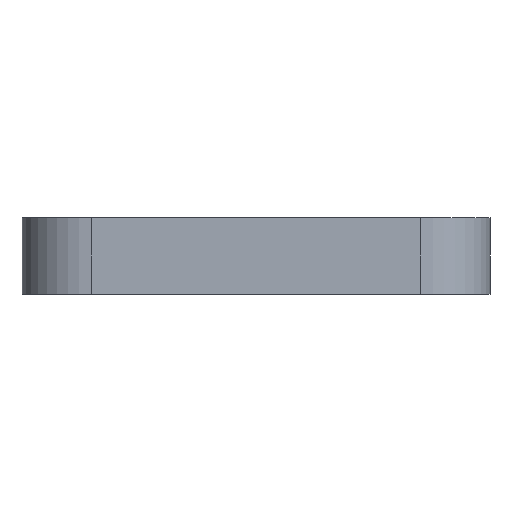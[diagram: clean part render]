
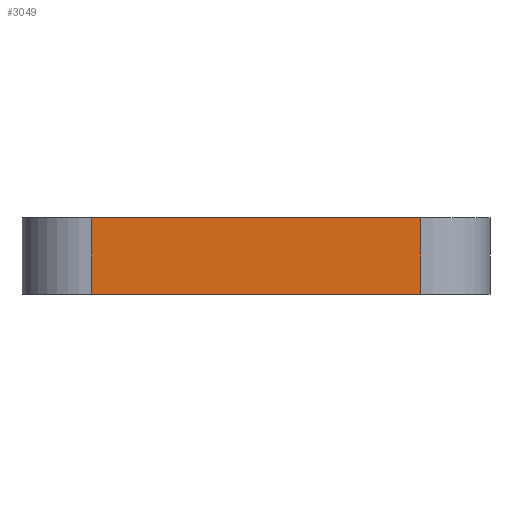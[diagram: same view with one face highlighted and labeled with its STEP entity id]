
A CAD part, left-side view. The second image highlights one B-rep face of the part: STEP entity #3049.
In plain terms, the highlighted planar face has unit normal (-1, 0, 0).
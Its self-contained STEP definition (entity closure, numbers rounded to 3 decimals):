
#381=FACE_OUTER_BOUND('',#581,.T.);
#581=EDGE_LOOP('',(#2670,#2671,#2672,#2673));
#675=LINE('',#4451,#981);
#839=LINE('',#4947,#1145);
#885=LINE('',#5070,#1191);
#888=LINE('',#5077,#1194);
#981=VECTOR('',#3520,10.);
#1145=VECTOR('',#3974,10.);
#1191=VECTOR('',#4142,10.);
#1194=VECTOR('',#4153,10.);
#1300=VERTEX_POINT('',#4448);
#1301=VERTEX_POINT('',#4450);
#1487=VERTEX_POINT('',#4944);
#1488=VERTEX_POINT('',#4946);
#1594=EDGE_CURVE('',#1300,#1301,#675,.T.);
#1844=EDGE_CURVE('',#1487,#1488,#839,.T.);
#1907=EDGE_CURVE('',#1301,#1487,#885,.T.);
#1910=EDGE_CURVE('',#1488,#1300,#888,.T.);
#2670=ORIENTED_EDGE('',*,*,#1907,.F.);
#2671=ORIENTED_EDGE('',*,*,#1594,.F.);
#2672=ORIENTED_EDGE('',*,*,#1910,.F.);
#2673=ORIENTED_EDGE('',*,*,#1844,.F.);
#2915=PLANE('',#3348);
#3049=ADVANCED_FACE('',(#381),#2915,.T.);
#3348=AXIS2_PLACEMENT_3D('',#5078,#4154,#4155);
#3520=DIRECTION('',(0.,-1.,0.));
#3974=DIRECTION('',(0.,1.,0.));
#4142=DIRECTION('',(0.,0.,-1.));
#4153=DIRECTION('',(0.,0.,1.));
#4154=DIRECTION('center_axis',(-1.,0.,0.));
#4155=DIRECTION('ref_axis',(0.,-1.,0.));
#4448=CARTESIAN_POINT('',(-99.,20.,10.));
#4450=CARTESIAN_POINT('',(-99.,-75.,10.));
#4451=CARTESIAN_POINT('',(-99.,40.,10.));
#4944=CARTESIAN_POINT('',(-99.,-75.,-12.));
#4946=CARTESIAN_POINT('',(-99.,20.,-12.));
#4947=CARTESIAN_POINT('',(-99.,40.,-12.));
#5070=CARTESIAN_POINT('',(-99.,-75.,0.));
#5077=CARTESIAN_POINT('',(-99.,20.,0.));
#5078=CARTESIAN_POINT('Origin',(-99.,100.,0.));
